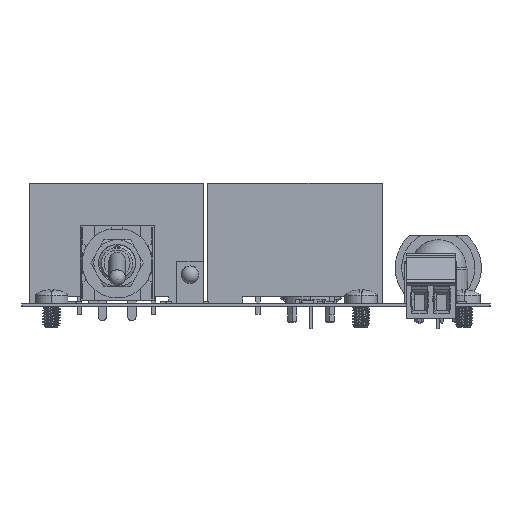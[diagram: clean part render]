
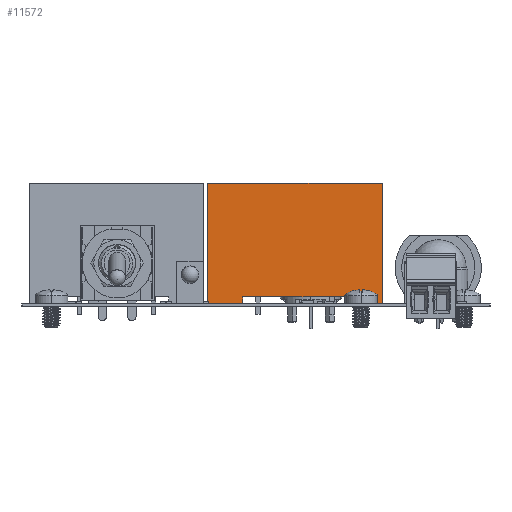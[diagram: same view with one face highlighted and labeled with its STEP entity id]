
A CAD part, left-side view. The second image highlights one B-rep face of the part: STEP entity #11572.
In plain terms, the highlighted face is planar.
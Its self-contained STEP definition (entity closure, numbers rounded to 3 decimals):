
#11231 = VERTEX_POINT('',#11232);
#11232 = CARTESIAN_POINT('',(27.305,0.,-8.985));
#11238 = EDGE_CURVE('',#11239,#11231,#11241,.T.);
#11239 = VERTEX_POINT('',#11240);
#11240 = CARTESIAN_POINT('',(27.305,0.,8.985));
#11241 = LINE('',#11242,#11243);
#11242 = CARTESIAN_POINT('',(27.305,0.,-14.985));
#11243 = VECTOR('',#11244,1.);
#11244 = DIRECTION('',(0.,0.,-1.));
#11572 = ADVANCED_FACE('',(#11573),#11630,.F.);
#11573 = FACE_BOUND('',#11574,.T.);
#11574 = EDGE_LOOP('',(#11575,#11585,#11593,#11599,#11600,#11608,#11616,
    #11624));
#11575 = ORIENTED_EDGE('',*,*,#11576,.T.);
#11576 = EDGE_CURVE('',#11577,#11579,#11581,.T.);
#11577 = VERTEX_POINT('',#11578);
#11578 = CARTESIAN_POINT('',(27.305,19.5,14.985));
#11579 = VERTEX_POINT('',#11580);
#11580 = CARTESIAN_POINT('',(27.305,-1.12,14.985));
#11581 = LINE('',#11582,#11583);
#11582 = CARTESIAN_POINT('',(27.305,2.5,14.985));
#11583 = VECTOR('',#11584,1.);
#11584 = DIRECTION('',(0.,-1.,0.));
#11585 = ORIENTED_EDGE('',*,*,#11586,.T.);
#11586 = EDGE_CURVE('',#11579,#11587,#11589,.T.);
#11587 = VERTEX_POINT('',#11588);
#11588 = CARTESIAN_POINT('',(27.305,-1.12,8.985));
#11589 = LINE('',#11590,#11591);
#11590 = CARTESIAN_POINT('',(27.305,-1.12,14.985));
#11591 = VECTOR('',#11592,1.);
#11592 = DIRECTION('',(0.,0.,-1.));
#11593 = ORIENTED_EDGE('',*,*,#11594,.T.);
#11594 = EDGE_CURVE('',#11587,#11239,#11595,.T.);
#11595 = LINE('',#11596,#11597);
#11596 = CARTESIAN_POINT('',(27.305,-32.976,8.985));
#11597 = VECTOR('',#11598,1.);
#11598 = DIRECTION('',(0.,1.,0.));
#11599 = ORIENTED_EDGE('',*,*,#11238,.T.);
#11600 = ORIENTED_EDGE('',*,*,#11601,.F.);
#11601 = EDGE_CURVE('',#11602,#11231,#11604,.T.);
#11602 = VERTEX_POINT('',#11603);
#11603 = CARTESIAN_POINT('',(27.305,-1.12,-8.985));
#11604 = LINE('',#11605,#11606);
#11605 = CARTESIAN_POINT('',(27.305,-32.976,-8.985));
#11606 = VECTOR('',#11607,1.);
#11607 = DIRECTION('',(0.,1.,0.));
#11608 = ORIENTED_EDGE('',*,*,#11609,.T.);
#11609 = EDGE_CURVE('',#11602,#11610,#11612,.T.);
#11610 = VERTEX_POINT('',#11611);
#11611 = CARTESIAN_POINT('',(27.305,-1.12,-14.985));
#11612 = LINE('',#11613,#11614);
#11613 = CARTESIAN_POINT('',(27.305,-1.12,-14.985));
#11614 = VECTOR('',#11615,1.);
#11615 = DIRECTION('',(0.,0.,-1.));
#11616 = ORIENTED_EDGE('',*,*,#11617,.F.);
#11617 = EDGE_CURVE('',#11618,#11610,#11620,.T.);
#11618 = VERTEX_POINT('',#11619);
#11619 = CARTESIAN_POINT('',(27.305,19.5,-14.985));
#11620 = LINE('',#11621,#11622);
#11621 = CARTESIAN_POINT('',(27.305,2.5,-14.985));
#11622 = VECTOR('',#11623,1.);
#11623 = DIRECTION('',(0.,-1.,0.));
#11624 = ORIENTED_EDGE('',*,*,#11625,.F.);
#11625 = EDGE_CURVE('',#11577,#11618,#11626,.T.);
#11626 = LINE('',#11627,#11628);
#11627 = CARTESIAN_POINT('',(27.305,19.5,14.985));
#11628 = VECTOR('',#11629,1.);
#11629 = DIRECTION('',(0.,0.,-1.));
#11630 = PLANE('',#11631);
#11631 = AXIS2_PLACEMENT_3D('',#11632,#11633,#11634);
#11632 = CARTESIAN_POINT('',(27.305,2.5,-14.985));
#11633 = DIRECTION('',(-1.,0.,0.));
#11634 = DIRECTION('',(0.,0.,1.));
